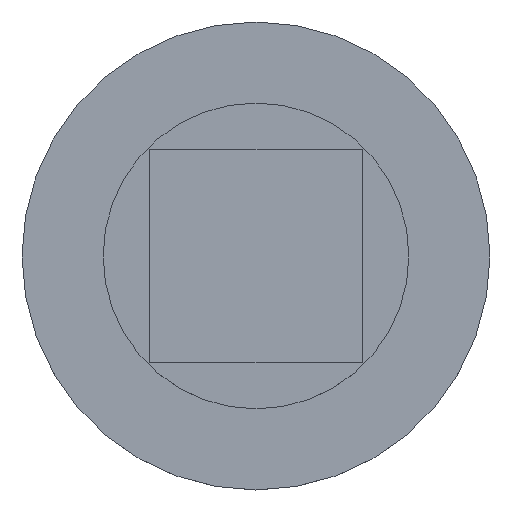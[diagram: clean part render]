
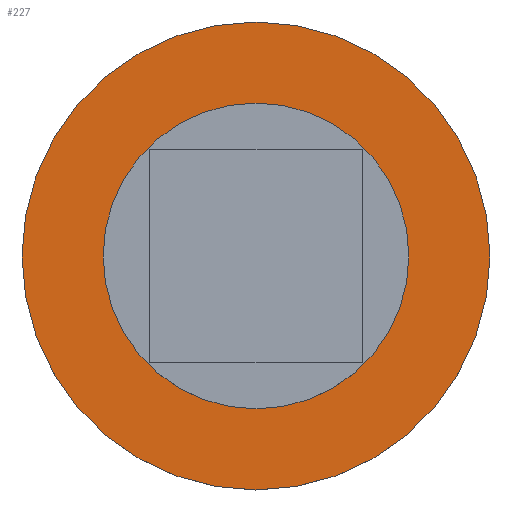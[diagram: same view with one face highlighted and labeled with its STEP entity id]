
A CAD part, top view. The second image highlights one B-rep face of the part: STEP entity #227.
In plain terms, the highlighted planar face has unit normal (0, 0, 1).
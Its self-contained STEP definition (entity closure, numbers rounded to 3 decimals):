
#17 = CARTESIAN_POINT ( 'NONE',  ( 28.75, 0., 11.99 ) ) ;
#18 = CARTESIAN_POINT ( 'NONE',  ( 44., 0., 11.99 ) ) ;
#43 = DIRECTION ( 'NONE',  ( 1., 0., 0. ) ) ;
#83 = CARTESIAN_POINT ( 'NONE',  ( 0., 0., 11.99 ) ) ;
#84 = AXIS2_PLACEMENT_3D ( 'NONE', #83, #141, #140 ) ;
#85 = CIRCLE ( 'NONE', #84, 28.75 ) ;
#92 = CARTESIAN_POINT ( 'NONE',  ( -44., 0., 11.99 ) ) ;
#93 = DIRECTION ( 'NONE',  ( -1., 0., 0. ) ) ;
#94 = DIRECTION ( 'NONE',  ( 0., 0., -1. ) ) ;
#129 = DIRECTION ( 'NONE',  ( 0., 0., 1. ) ) ;
#130 = AXIS2_PLACEMENT_3D ( 'NONE', #139, #129, #43 ) ;
#131 = CIRCLE ( 'NONE', #130, 28.75 ) ;
#133 = CARTESIAN_POINT ( 'NONE',  ( 0., 0., 11.99 ) ) ;
#134 = AXIS2_PLACEMENT_3D ( 'NONE', #133, #94, #93 ) ;
#135 = CIRCLE ( 'NONE', #134, 44. ) ;
#139 = CARTESIAN_POINT ( 'NONE',  ( 0., 0., 11.99 ) ) ;
#140 = DIRECTION ( 'NONE',  ( 1., 0., 0. ) ) ;
#141 = DIRECTION ( 'NONE',  ( 0., 0., 1. ) ) ;
#164 = ORIENTED_EDGE ( 'NONE', *, *, #226, .F. ) ;
#168 = ORIENTED_EDGE ( 'NONE', *, *, #220, .F. ) ;
#169 = EDGE_LOOP ( 'NONE', ( #235, #239 ) ) ;
#177 = EDGE_LOOP ( 'NONE', ( #164, #168 ) ) ;
#178 = VERTEX_POINT ( 'NONE', #18 ) ;
#180 = VERTEX_POINT ( 'NONE', #17 ) ;
#215 = EDGE_CURVE ( 'NONE', #217, #178, #135, .T. ) ;
#217 = VERTEX_POINT ( 'NONE', #92 ) ;
#220 = EDGE_CURVE ( 'NONE', #244, #180, #85, .T. ) ;
#226 = EDGE_CURVE ( 'NONE', #180, #244, #131, .T. ) ;
#227 = ADVANCED_FACE ( 'NONE', ( #388, #387 ), #386, .F. ) ;
#235 = ORIENTED_EDGE ( 'NONE', *, *, #238, .F. ) ;
#238 = EDGE_CURVE ( 'NONE', #178, #217, #370, .T. ) ;
#239 = ORIENTED_EDGE ( 'NONE', *, *, #215, .F. ) ;
#244 = VERTEX_POINT ( 'NONE', #359 ) ;
#359 = CARTESIAN_POINT ( 'NONE',  ( -28.75, 0., 11.99 ) ) ;
#366 = DIRECTION ( 'NONE',  ( -1., 0., 0. ) ) ;
#367 = DIRECTION ( 'NONE',  ( 0., 0., -1. ) ) ;
#368 = CARTESIAN_POINT ( 'NONE',  ( 0., 0., 11.99 ) ) ;
#369 = AXIS2_PLACEMENT_3D ( 'NONE', #368, #367, #366 ) ;
#370 = CIRCLE ( 'NONE', #369, 44. ) ;
#381 = DIRECTION ( 'NONE',  ( -1., 0., 0. ) ) ;
#382 = DIRECTION ( 'NONE',  ( 0., 0., -1. ) ) ;
#383 = CARTESIAN_POINT ( 'NONE',  ( 0., 50.807, 11.99 ) ) ;
#384 = AXIS2_PLACEMENT_3D ( 'NONE', #383, #382, #381 ) ;
#386 = PLANE ( 'NONE',  #384 ) ;
#387 = FACE_OUTER_BOUND ( 'NONE', #169, .T. ) ;
#388 = FACE_BOUND ( 'NONE', #177, .T. ) ;
